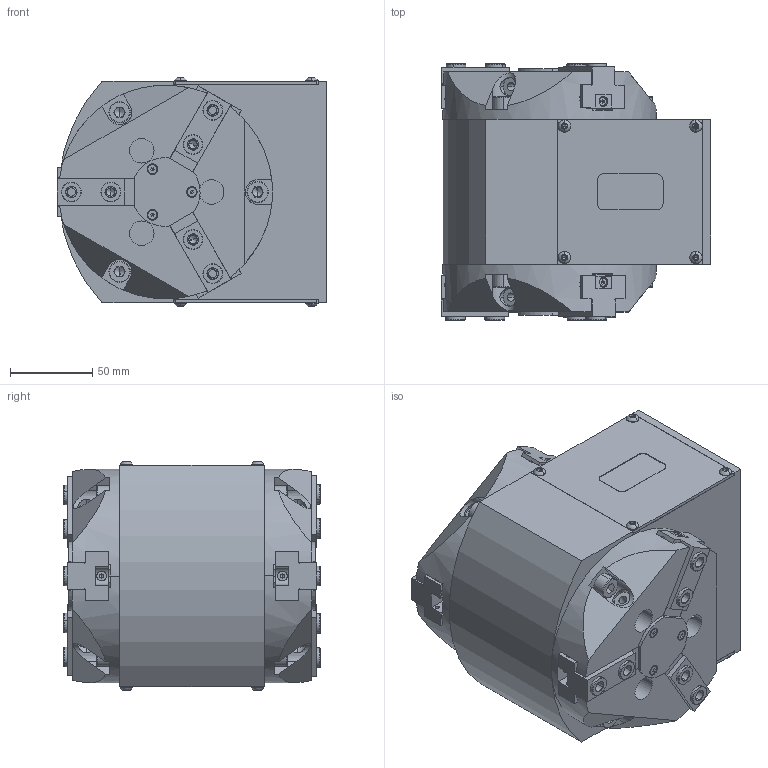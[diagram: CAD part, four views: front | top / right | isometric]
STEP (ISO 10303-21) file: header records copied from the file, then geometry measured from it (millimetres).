
FILE_DESCRIPTION (( 'STEP AP214' ), '1' );
FILE_NAME ('D3PG 125.STEP', '2012-03-06T06:01:14', ( 'xw4600' ), ( '' ), 'SwSTEP 2.0', 'SolidWorks 2010', '' );
FILE_SCHEMA (( 'AUTOMOTIVE_DESIGN' ));
Length unit declared in the file: millimetre
Products named in the file (14): D3PG125-01_Default; D3PG125-04_Default; D3PG125-07_ル遽; D3PG125-10_ル遽; D3PG125-06-1_ル遽; D3PG125-06-2_ル遽; D3PG125-11_Default; socket head cap screw_ISO 4762 M8 x 25 --- 25N; socket button head screw_ISO 7380 - M4 x 10 --- 10N; SPRING(D3PG125)_Default; socket head cap screw_ISO 4762 M3 x 30 --- 18N; countersunk head screw_ISO 10642 - M3 x 8 --- 8N; D3PG 125; D3PG125-02_Default
Assembly tree (58 placements, depth 2):
  D3PG 125
    D3PG125-04_Default  x6
    socket head cap screw_ISO 4762 M8 x 25 --- 25N  x7
    countersunk head screw_ISO 10642 - M3 x 8 --- 8N  x6
    D3PG125-10_ル遽  x12
    D3PG125-06-1_ル遽  x2
    socket button head screw_ISO 7380 - M4 x 10 --- 10N  x8
    SPRING(D3PG125)_Default  x4
    D3PG125-07_ル遽  x2
    socket head cap screw_ISO 4762 M3 x 30 --- 18N  x4
    D3PG125-01_Default  x2
    D3PG125-11_Default  x2
    D3PG125-06-2_ル遽  x2
    D3PG125-02_Default
Bounding box: 163.87 x 156 x 139.4 mm (x, y, z)
Volume: 1639093.4 mm3; surface area: 379163.1 mm2
Topology: 58 solids, 58 shells, 1923 faces, 4616 edges, 2796 vertices
Faces by surface type: plane 862, cylinder 625, cone 324, torus 88, sphere 16, bspline 8
Entity records: 24648 total; most frequent: CARTESIAN_POINT 6978, DIRECTION 3568, ORIENTED_EDGE 3174, EDGE_CURVE 1587, AXIS2_PLACEMENT_3D 1363, VERTEX_POINT 1001, LINE 842, VECTOR 842
